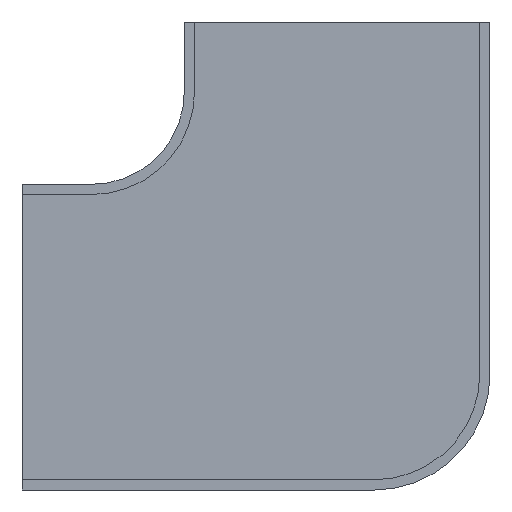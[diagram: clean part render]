
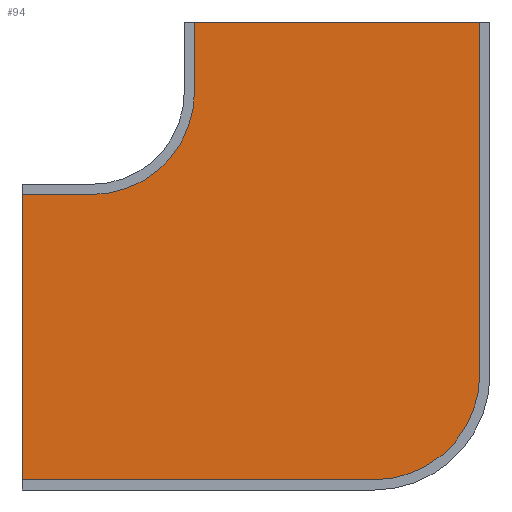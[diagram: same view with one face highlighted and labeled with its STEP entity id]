
A CAD part, front view. The second image highlights one B-rep face of the part: STEP entity #94.
In plain terms, the highlighted planar face has unit normal (0, -1, 0).
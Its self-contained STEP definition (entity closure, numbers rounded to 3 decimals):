
#17 = LINE ( 'NONE', #489, #275 ) ;
#43 = CARTESIAN_POINT ( 'NONE',  ( 48.25, 29.15, -25.45 ) ) ;
#44 = ORIENTED_EDGE ( 'NONE', *, *, #319, .F. ) ;
#59 = CARTESIAN_POINT ( 'NONE',  ( -35.45, 29.15, 35.45 ) ) ;
#64 = EDGE_CURVE ( 'NONE', #114, #183, #361, .T. ) ;
#80 = ORIENTED_EDGE ( 'NONE', *, *, #64, .F. ) ;
#85 = VERTEX_POINT ( 'NONE', #297 ) ;
#94 = ADVANCED_FACE ( 'NONE', ( #229 ), #433, .F. ) ;
#102 = AXIS2_PLACEMENT_3D ( 'NONE', #506, #215, #551 ) ;
#105 = DIRECTION ( 'NONE',  ( 0., 0., 1. ) ) ;
#108 = CIRCLE ( 'NONE', #375, 22.2 ) ;
#113 = AXIS2_PLACEMENT_3D ( 'NONE', #182, #380, #478 ) ;
#114 = VERTEX_POINT ( 'NONE', #491 ) ;
#149 = DIRECTION ( 'NONE',  ( 0., 0., 1. ) ) ;
#150 = VERTEX_POINT ( 'NONE', #578 ) ;
#179 = VERTEX_POINT ( 'NONE', #43 ) ;
#181 = EDGE_CURVE ( 'NONE', #183, #302, #309, .T. ) ;
#182 = CARTESIAN_POINT ( 'NONE',  ( 25.45, 29.15, -25.45 ) ) ;
#183 = VERTEX_POINT ( 'NONE', #331 ) ;
#189 = DIRECTION ( 'NONE',  ( 1., 0., 0. ) ) ;
#196 = DIRECTION ( 'NONE',  ( -1., 0., 0. ) ) ;
#205 = EDGE_LOOP ( 'NONE', ( #383, #566, #440, #44, #511, #340, #585, #80 ) ) ;
#206 = VECTOR ( 'NONE', #352, 1000. ) ;
#215 = DIRECTION ( 'NONE',  ( 0., 1., 0. ) ) ;
#229 = FACE_OUTER_BOUND ( 'NONE', #205, .T. ) ;
#233 = CARTESIAN_POINT ( 'NONE',  ( -50.45, 29.15, 15.45 ) ) ;
#244 = CARTESIAN_POINT ( 'NONE',  ( -50.45, 29.15, 13.25 ) ) ;
#246 = EDGE_CURVE ( 'NONE', #356, #114, #17, .T. ) ;
#258 = DIRECTION ( 'NONE',  ( 0., 0., -1. ) ) ;
#273 = EDGE_CURVE ( 'NONE', #445, #85, #366, .T. ) ;
#275 = VECTOR ( 'NONE', #196, 1000. ) ;
#279 = EDGE_CURVE ( 'NONE', #302, #445, #108, .T. ) ;
#297 = CARTESIAN_POINT ( 'NONE',  ( -13.25, 29.15, 50.45 ) ) ;
#302 = VERTEX_POINT ( 'NONE', #497 ) ;
#309 = LINE ( 'NONE', #244, #553 ) ;
#319 = EDGE_CURVE ( 'NONE', #85, #150, #466, .T. ) ;
#331 = CARTESIAN_POINT ( 'NONE',  ( -50.45, 29.15, 13.25 ) ) ;
#340 = ORIENTED_EDGE ( 'NONE', *, *, #279, .F. ) ;
#352 = DIRECTION ( 'NONE',  ( 1., 0., 0. ) ) ;
#356 = VERTEX_POINT ( 'NONE', #450 ) ;
#361 = LINE ( 'NONE', #233, #592 ) ;
#366 = LINE ( 'NONE', #492, #598 ) ;
#372 = CIRCLE ( 'NONE', #102, 22.8 ) ;
#375 = AXIS2_PLACEMENT_3D ( 'NONE', #59, #394, #105 ) ;
#380 = DIRECTION ( 'NONE',  ( 0., 1., 0. ) ) ;
#383 = ORIENTED_EDGE ( 'NONE', *, *, #246, .F. ) ;
#384 = LINE ( 'NONE', #504, #515 ) ;
#394 = DIRECTION ( 'NONE',  ( 0., -1., 0. ) ) ;
#397 = EDGE_CURVE ( 'NONE', #150, #179, #384, .T. ) ;
#417 = EDGE_CURVE ( 'NONE', #179, #356, #372, .T. ) ;
#426 = DIRECTION ( 'NONE',  ( 0., 0., 1. ) ) ;
#433 = PLANE ( 'NONE',  #113 ) ;
#440 = ORIENTED_EDGE ( 'NONE', *, *, #397, .F. ) ;
#445 = VERTEX_POINT ( 'NONE', #594 ) ;
#450 = CARTESIAN_POINT ( 'NONE',  ( 25.45, 29.15, -48.25 ) ) ;
#466 = LINE ( 'NONE', #586, #206 ) ;
#478 = DIRECTION ( 'NONE',  ( 0., 0., 1. ) ) ;
#489 = CARTESIAN_POINT ( 'NONE',  ( -50.45, 29.15, -48.25 ) ) ;
#491 = CARTESIAN_POINT ( 'NONE',  ( -50.45, 29.15, -48.25 ) ) ;
#492 = CARTESIAN_POINT ( 'NONE',  ( -13.25, 29.15, 35.45 ) ) ;
#497 = CARTESIAN_POINT ( 'NONE',  ( -35.45, 29.15, 13.25 ) ) ;
#504 = CARTESIAN_POINT ( 'NONE',  ( 48.25, 29.15, 50.45 ) ) ;
#506 = CARTESIAN_POINT ( 'NONE',  ( 25.45, 29.15, -25.45 ) ) ;
#511 = ORIENTED_EDGE ( 'NONE', *, *, #273, .F. ) ;
#515 = VECTOR ( 'NONE', #258, 1000. ) ;
#551 = DIRECTION ( 'NONE',  ( 0., 0., 1. ) ) ;
#553 = VECTOR ( 'NONE', #189, 1000. ) ;
#566 = ORIENTED_EDGE ( 'NONE', *, *, #417, .F. ) ;
#578 = CARTESIAN_POINT ( 'NONE',  ( 48.25, 29.15, 50.45 ) ) ;
#585 = ORIENTED_EDGE ( 'NONE', *, *, #181, .F. ) ;
#586 = CARTESIAN_POINT ( 'NONE',  ( -15.45, 29.15, 50.45 ) ) ;
#592 = VECTOR ( 'NONE', #426, 1000. ) ;
#594 = CARTESIAN_POINT ( 'NONE',  ( -13.25, 29.15, 35.45 ) ) ;
#598 = VECTOR ( 'NONE', #149, 1000. ) ;
